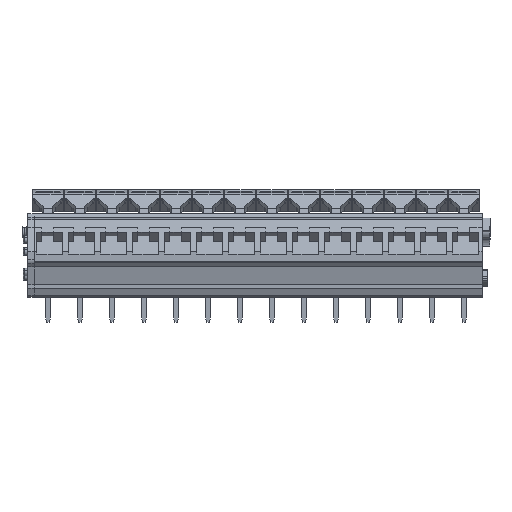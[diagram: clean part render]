
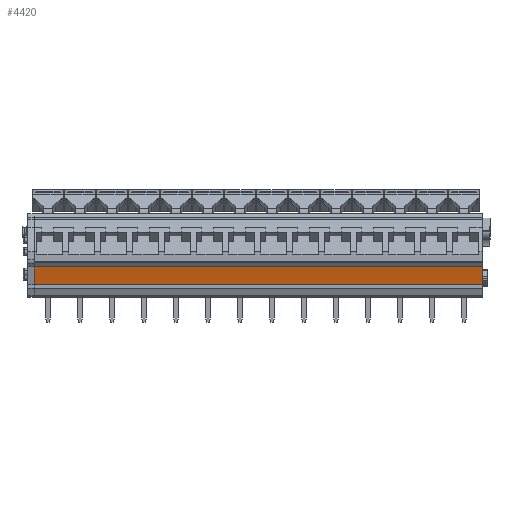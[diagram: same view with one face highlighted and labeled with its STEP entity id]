
A CAD part, front view. The second image highlights one B-rep face of the part: STEP entity #4420.
In plain terms, the highlighted planar face has unit normal (0, -0.966, -0.259).
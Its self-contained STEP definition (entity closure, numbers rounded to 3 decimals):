
#4407=AXIS2_PLACEMENT_3D('Plane Axis2P3D',#4404,#4405,#4406) ;
#1029=CARTESIAN_POINT('Vertex',(1.9,1.37,5.863)) ;
#1032=CARTESIAN_POINT('Line Origine',(1.9,1.002,7.238)) ;
#1036=CARTESIAN_POINT('Vertex',(1.9,0.634,8.613)) ;
#1480=CARTESIAN_POINT('Vertex',(71.9,0.634,8.613)) ;
#1483=CARTESIAN_POINT('Line Origine',(71.9,1.002,7.238)) ;
#1487=CARTESIAN_POINT('Vertex',(71.9,1.37,5.863)) ;
#4391=CARTESIAN_POINT('Line Origine',(36.9,1.37,5.863)) ;
#4404=CARTESIAN_POINT('Axis2P3D Location',(4.05,1.37,5.863)) ;
#4409=CARTESIAN_POINT('Line Origine',(36.9,0.634,8.613)) ;
#1033=DIRECTION('Vector Direction',(0.,-0.259,0.966)) ;
#1484=DIRECTION('Vector Direction',(0.,-0.259,0.966)) ;
#4392=DIRECTION('Vector Direction',(-1.,0.,0.)) ;
#4405=DIRECTION('Axis2P3D Direction',(0.,-0.966,-0.259)) ;
#4406=DIRECTION('Axis2P3D XDirection',(0.,-0.259,0.966)) ;
#4410=DIRECTION('Vector Direction',(-1.,0.,0.)) ;
#1034=VECTOR('Line Direction',#1033,1.) ;
#1485=VECTOR('Line Direction',#1484,1.) ;
#4393=VECTOR('Line Direction',#4392,1.) ;
#4411=VECTOR('Line Direction',#4410,1.) ;
#4415=ORIENTED_EDGE('',*,*,#4395,.F.) ;
#4416=ORIENTED_EDGE('',*,*,#1489,.T.) ;
#4417=ORIENTED_EDGE('',*,*,#4413,.T.) ;
#4418=ORIENTED_EDGE('',*,*,#1038,.F.) ;
#4420=ADVANCED_FACE('Housing\\LMZF500-housing',(#4419),#4408,.T.) ;
#1038=EDGE_CURVE('',#1030,#1037,#1035,.T.) ;
#1489=EDGE_CURVE('',#1488,#1481,#1486,.T.) ;
#4395=EDGE_CURVE('',#1488,#1030,#4394,.T.) ;
#4413=EDGE_CURVE('',#1481,#1037,#4412,.T.) ;
#4414=EDGE_LOOP('',(#4415,#4416,#4417,#4418)) ;
#4419=FACE_OUTER_BOUND('',#4414,.T.) ;
#1035=LINE('Line',#1032,#1034) ;
#1486=LINE('Line',#1483,#1485) ;
#4394=LINE('Line',#4391,#4393) ;
#4412=LINE('Line',#4409,#4411) ;
#4408=PLANE('',#4407) ;
#1030=VERTEX_POINT('',#1029) ;
#1037=VERTEX_POINT('',#1036) ;
#1481=VERTEX_POINT('',#1480) ;
#1488=VERTEX_POINT('',#1487) ;
